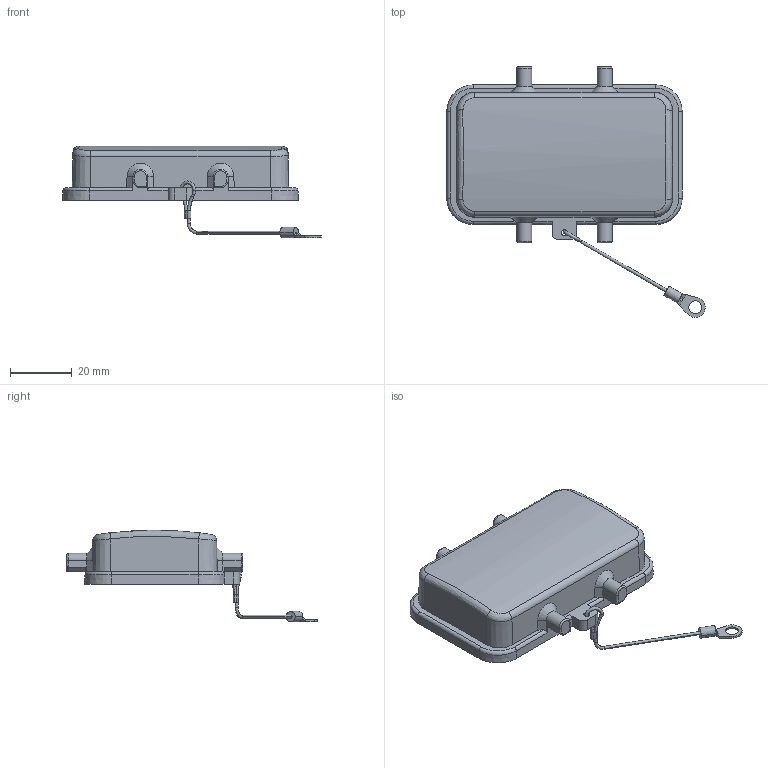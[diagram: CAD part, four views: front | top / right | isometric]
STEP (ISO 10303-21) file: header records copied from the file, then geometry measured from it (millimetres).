
FILE_DESCRIPTION(/* description */ (''),/* implementation_level */ '2;1');
FILE_NAME(/* name */ 'H10B-CV-4B&2.stp',/* time_stamp */ '2023-03-07T12:35:25+08:00',/* author */ (''),/* organization */ (''),/* preprocessor_version */ 'ST-DEVELOPER v16',/* originating_system */ 'SIEMENS PLM Software NX 10.0',/* authorisation */ '');
FILE_SCHEMA (('AUTOMOTIVE_DESIGN { 1 0 10303 214 3 1 1 1 }'));
Length unit declared in the file: millimetre
Products named in the file (1): Admi33E800084m76
Bounding box: 83.71 x 81.16 x 29.68 mm (x, y, z)
Volume: 14088.8 mm3; surface area: 13940.8 mm2
Topology: 1 solids, 1 shells, 225 faces, 585 edges, 365 vertices
Faces by surface type: plane 84, cylinder 75, bspline 26, torus 22, cone 16, sphere 2
Full cylindrical faces by diameter (mm): 2 x1
Entity records: 9358 total; most frequent: CARTESIAN_POINT 3943, ORIENTED_EDGE 1166, DIRECTION 1089, EDGE_CURVE 583, AXIS2_PLACEMENT_3D 405, VERTEX_POINT 366, LINE 279, VECTOR 279
